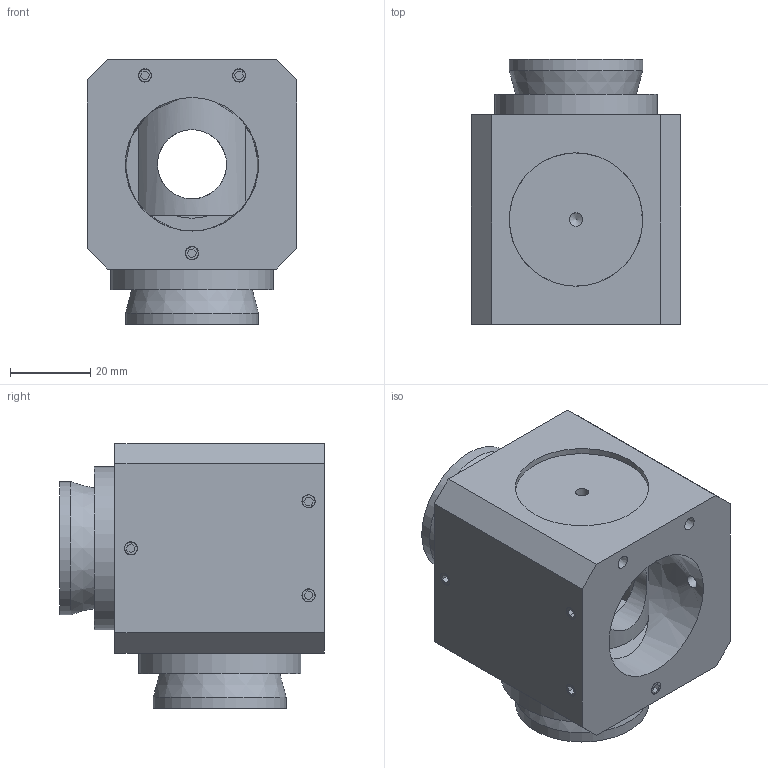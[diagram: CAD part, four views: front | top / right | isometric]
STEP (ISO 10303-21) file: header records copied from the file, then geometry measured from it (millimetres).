
FILE_DESCRIPTION((''),'2;1');
FILE_NAME('60370.stp','2006-10-26T12:18:26',('PODLENA'),(''),'Autodesk Inventor 11','Autodesk Inventor 11','');
FILE_SCHEMA(('AUTOMOTIVE_DESIGN { 1 0 10303 214 1 1 1 1 }'));
Length unit declared in the file: inch
Products named in the file (5): 60370.iam (LevelofDetail1); 60373; 60371; 60372; 7004
Assembly tree (16 placements, depth 2):
  60370.iam (LevelofDetail1)
    60373
    60371  x2
    60372
    7004  x12
Bounding box: 52.32 x 66.17 x 66.17 mm (x, y, z)
Volume: 104625.7 mm3; surface area: 39505.4 mm2
Topology: 16 solids, 16 shells, 197 faces, 431 edges, 282 vertices
Faces by surface type: plane 126, cylinder 23, bspline 20, cone 16, sphere 12
Full cylindrical faces by diameter (mm): 4.166 x12, 19.05 x2, 26.924 x2, 33.325 x5, 40.64 x2
Entity records: 2719 total; most frequent: CARTESIAN_POINT 1139, DIRECTION 284, ORIENTED_EDGE 242, EDGE_LOOP 132, EDGE_CURVE 121, AXIS2_PLACEMENT_3D 113, VERTEX_POINT 97, FACE_BOUND 68
